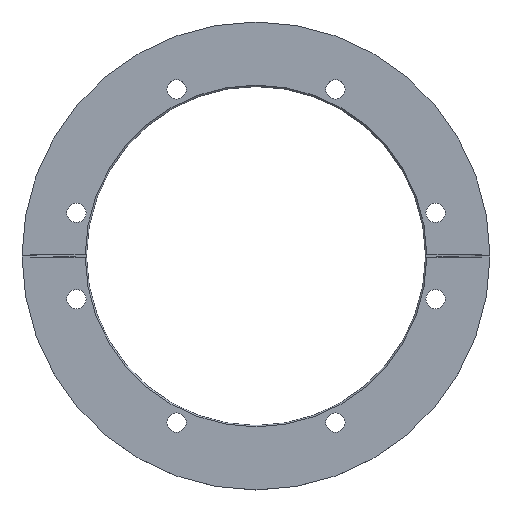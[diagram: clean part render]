
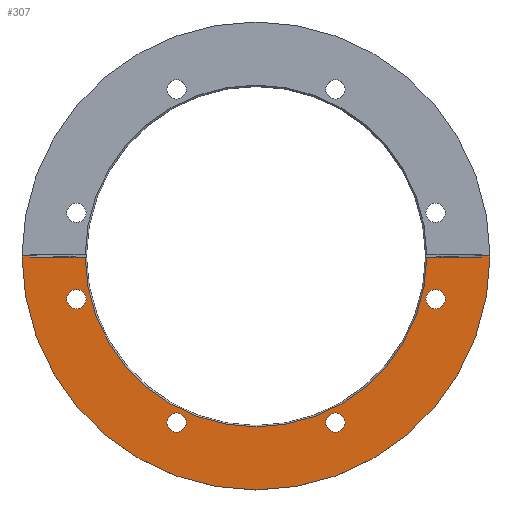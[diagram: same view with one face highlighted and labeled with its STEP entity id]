
A CAD part, top view. The second image highlights one B-rep face of the part: STEP entity #307.
In plain terms, the highlighted planar face has unit normal (0, 0, 1).
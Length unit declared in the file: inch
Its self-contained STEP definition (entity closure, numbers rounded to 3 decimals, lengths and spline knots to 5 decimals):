
#1 = DIRECTION ( 'NONE',  ( 0., 0., 1. ) ) ;
#28 = EDGE_CURVE ( 'NONE', #348, #948, #697, .T. ) ;
#33 = VERTEX_POINT ( 'NONE', #311 ) ;
#49 = EDGE_CURVE ( 'NONE', #1096, #33, #897, .T. ) ;
#64 = AXIS2_PLACEMENT_3D ( 'NONE', #1142, #741, #1041 ) ;
#74 = VECTOR ( 'NONE', #1207, 39.37008 ) ;
#77 = EDGE_CURVE ( 'NONE', #272, #1270, #330, .T. ) ;
#99 = FACE_BOUND ( 'NONE', #233, .T. ) ;
#107 = CIRCLE ( 'NONE', #1044, 0.21875 ) ;
#112 = AXIS2_PLACEMENT_3D ( 'NONE', #1032, #1, #408 ) ;
#131 = VECTOR ( 'NONE', #745, 39.37008 ) ;
#137 = DIRECTION ( 'NONE',  ( 0., 0., -1. ) ) ;
#139 = DIRECTION ( 'NONE',  ( 0., 0., -1. ) ) ;
#142 = ORIENTED_EDGE ( 'NONE', *, *, #559, .F. ) ;
#143 = ORIENTED_EDGE ( 'NONE', *, *, #49, .T. ) ;
#145 = DIRECTION ( 'NONE',  ( 0., 0., -1. ) ) ;
#168 = ORIENTED_EDGE ( 'NONE', *, *, #318, .T. ) ;
#170 = LINE ( 'NONE', #589, #74 ) ;
#188 = EDGE_CURVE ( 'NONE', #648, #390, #210, .T. ) ;
#195 = CARTESIAN_POINT ( 'NONE',  ( -5.12, -0.03125, 0. ) ) ;
#198 = CARTESIAN_POINT ( 'NONE',  ( -3.84375, 0., 0. ) ) ;
#199 = VERTEX_POINT ( 'NONE', #630 ) ;
#210 = CIRCLE ( 'NONE', #513, 3.875 ) ;
#214 = CARTESIAN_POINT ( 'NONE',  ( -3.84375, -0.03125, 0. ) ) ;
#215 = CARTESIAN_POINT ( 'NONE',  ( 4.07181, -0.9775, 0. ) ) ;
#229 = EDGE_CURVE ( 'NONE', #403, #1287, #716, .T. ) ;
#233 = EDGE_LOOP ( 'NONE', ( #920, #1159 ) ) ;
#246 = CARTESIAN_POINT ( 'NONE',  ( -5.12, -0.03125, 0. ) ) ;
#272 = VERTEX_POINT ( 'NONE', #724 ) ;
#289 = AXIS2_PLACEMENT_3D ( 'NONE', #581, #600, #795 ) ;
#307 = ADVANCED_FACE ( 'NONE', ( #940, #936, #1038, #99, #415 ), #731, .F. ) ;
#309 = LINE ( 'NONE', #629, #941 ) ;
#310 = AXIS2_PLACEMENT_3D ( 'NONE', #198, #509, #743 ) ;
#311 = CARTESIAN_POINT ( 'NONE',  ( 5.12, -0.03125, 0. ) ) ;
#318 = EDGE_CURVE ( 'NONE', #805, #718, #1239, .T. ) ;
#330 = CIRCLE ( 'NONE', #289, 0.21875 ) ;
#345 = CARTESIAN_POINT ( 'NONE',  ( 3.87487, -0.03125, 0. ) ) ;
#348 = VERTEX_POINT ( 'NONE', #933 ) ;
#360 = CARTESIAN_POINT ( 'NONE',  ( -3.84375, -0.03125, 0. ) ) ;
#362 = DIRECTION ( 'NONE',  ( 0., 0., -1. ) ) ;
#390 = VERTEX_POINT ( 'NONE', #345 ) ;
#395 = CIRCLE ( 'NONE', #623, 0.21875 ) ;
#399 = EDGE_CURVE ( 'NONE', #1270, #272, #959, .T. ) ;
#403 = VERTEX_POINT ( 'NONE', #443 ) ;
#408 = DIRECTION ( 'NONE',  ( 1., 0., 0. ) ) ;
#410 = ORIENTED_EDGE ( 'NONE', *, *, #1140, .T. ) ;
#415 = FACE_OUTER_BOUND ( 'NONE', #1102, .T. ) ;
#443 = CARTESIAN_POINT ( 'NONE',  ( -5.3075, 0., 0. ) ) ;
#444 = CARTESIAN_POINT ( 'NONE',  ( 2.02152, -3.77958, 0. ) ) ;
#447 = ORIENTED_EDGE ( 'NONE', *, *, #188, .F. ) ;
#449 = VERTEX_POINT ( 'NONE', #734 ) ;
#458 = CARTESIAN_POINT ( 'NONE',  ( 1.80277, -3.77958, 0. ) ) ;
#467 = CARTESIAN_POINT ( 'NONE',  ( 4.07181, -0.9775, 0. ) ) ;
#476 = EDGE_CURVE ( 'NONE', #913, #199, #1191, .T. ) ;
#485 = CARTESIAN_POINT ( 'NONE',  ( 5.12, 0., 0. ) ) ;
#509 = DIRECTION ( 'NONE',  ( 0., 0., -1. ) ) ;
#513 = AXIS2_PLACEMENT_3D ( 'NONE', #821, #1201, #714 ) ;
#520 = EDGE_CURVE ( 'NONE', #948, #348, #395, .T. ) ;
#559 = EDGE_CURVE ( 'NONE', #390, #33, #1302, .T. ) ;
#568 = CARTESIAN_POINT ( 'NONE',  ( 1.80277, -3.77958, 0. ) ) ;
#581 = CARTESIAN_POINT ( 'NONE',  ( -4.07181, -0.9775, 0. ) ) ;
#583 = DIRECTION ( 'NONE',  ( 0., 1., 0. ) ) ;
#589 = CARTESIAN_POINT ( 'NONE',  ( -3.84375, 0., 0. ) ) ;
#600 = DIRECTION ( 'NONE',  ( 0., 0., -1. ) ) ;
#602 = CARTESIAN_POINT ( 'NONE',  ( -3.85306, -0.9775, 0. ) ) ;
#612 = DIRECTION ( 'NONE',  ( 1., 0., 0. ) ) ;
#613 = CIRCLE ( 'NONE', #791, 0.21875 ) ;
#621 = CARTESIAN_POINT ( 'NONE',  ( -1.80277, -3.77958, 0. ) ) ;
#624 = ORIENTED_EDGE ( 'NONE', *, *, #1153, .T. ) ;
#623 = AXIS2_PLACEMENT_3D ( 'NONE', #467, #145, #1098 ) ;
#629 = CARTESIAN_POINT ( 'NONE',  ( -3.84375, 0., 0. ) ) ;
#630 = CARTESIAN_POINT ( 'NONE',  ( -5.12, 0., 0. ) ) ;
#635 = EDGE_CURVE ( 'NONE', #1096, #1287, #309, .T. ) ;
#636 = CARTESIAN_POINT ( 'NONE',  ( -3.87487, -0.03125, 0. ) ) ;
#648 = VERTEX_POINT ( 'NONE', #636 ) ;
#660 = EDGE_CURVE ( 'NONE', #913, #648, #750, .T. ) ;
#662 = CIRCLE ( 'NONE', #64, 0.21875 ) ;
#669 = AXIS2_PLACEMENT_3D ( 'NONE', #621, #1139, #612 ) ;
#674 = EDGE_CURVE ( 'NONE', #718, #805, #662, .T. ) ;
#697 = CIRCLE ( 'NONE', #856, 0.21875 ) ;
#701 = ORIENTED_EDGE ( 'NONE', *, *, #635, .F. ) ;
#714 = DIRECTION ( 'NONE',  ( 1., 0., 0. ) ) ;
#716 = CIRCLE ( 'NONE', #112, 5.3075 ) ;
#718 = VERTEX_POINT ( 'NONE', #938 ) ;
#724 = CARTESIAN_POINT ( 'NONE',  ( -4.29056, -0.9775, 0. ) ) ;
#731 = PLANE ( 'NONE',  #310 ) ;
#732 = ORIENTED_EDGE ( 'NONE', *, *, #399, .T. ) ;
#734 = CARTESIAN_POINT ( 'NONE',  ( 1.58402, -3.77958, 0. ) ) ;
#741 = DIRECTION ( 'NONE',  ( 0., 0., -1. ) ) ;
#743 = DIRECTION ( 'NONE',  ( -1., 0., 0. ) ) ;
#745 = DIRECTION ( 'NONE',  ( 1., 0., 0. ) ) ;
#750 = LINE ( 'NONE', #214, #131 ) ;
#765 = CARTESIAN_POINT ( 'NONE',  ( -2.02152, -3.77958, 0. ) ) ;
#791 = AXIS2_PLACEMENT_3D ( 'NONE', #458, #362, #969 ) ;
#795 = DIRECTION ( 'NONE',  ( 1., 0., 0. ) ) ;
#805 = VERTEX_POINT ( 'NONE', #765 ) ;
#821 = CARTESIAN_POINT ( 'NONE',  ( 0., 0., 0. ) ) ;
#844 = DIRECTION ( 'NONE',  ( 1., 0., 0. ) ) ;
#856 = AXIS2_PLACEMENT_3D ( 'NONE', #215, #935, #1236 ) ;
#865 = EDGE_LOOP ( 'NONE', ( #732, #886 ) ) ;
#877 = DIRECTION ( 'NONE',  ( 1., 0., 0. ) ) ;
#878 = AXIS2_PLACEMENT_3D ( 'NONE', #1332, #137, #1126 ) ;
#886 = ORIENTED_EDGE ( 'NONE', *, *, #77, .T. ) ;
#897 = LINE ( 'NONE', #1303, #1173 ) ;
#913 = VERTEX_POINT ( 'NONE', #195 ) ;
#920 = ORIENTED_EDGE ( 'NONE', *, *, #520, .T. ) ;
#933 = CARTESIAN_POINT ( 'NONE',  ( 3.85306, -0.9775, 0. ) ) ;
#935 = DIRECTION ( 'NONE',  ( 0., 0., -1. ) ) ;
#936 = FACE_BOUND ( 'NONE', #1029, .T. ) ;
#938 = CARTESIAN_POINT ( 'NONE',  ( -1.58402, -3.77958, 0. ) ) ;
#940 = FACE_BOUND ( 'NONE', #1216, .T. ) ;
#941 = VECTOR ( 'NONE', #844, 39.37008 ) ;
#948 = VERTEX_POINT ( 'NONE', #1105 ) ;
#952 = ORIENTED_EDGE ( 'NONE', *, *, #660, .F. ) ;
#959 = CIRCLE ( 'NONE', #878, 0.21875 ) ;
#969 = DIRECTION ( 'NONE',  ( 1., 0., 0. ) ) ;
#980 = ORIENTED_EDGE ( 'NONE', *, *, #229, .T. ) ;
#998 = DIRECTION ( 'NONE',  ( 1., 0., 0. ) ) ;
#999 = CARTESIAN_POINT ( 'NONE',  ( 5.3075, 0., 0. ) ) ;
#1005 = DIRECTION ( 'NONE',  ( 0., -1., 0. ) ) ;
#1029 = EDGE_LOOP ( 'NONE', ( #1054, #168 ) ) ;
#1032 = CARTESIAN_POINT ( 'NONE',  ( 0., 0., 0. ) ) ;
#1038 = FACE_BOUND ( 'NONE', #865, .T. ) ;
#1041 = DIRECTION ( 'NONE',  ( 1., 0., 0. ) ) ;
#1044 = AXIS2_PLACEMENT_3D ( 'NONE', #568, #139, #877 ) ;
#1048 = VECTOR ( 'NONE', #998, 39.37008 ) ;
#1054 = ORIENTED_EDGE ( 'NONE', *, *, #674, .T. ) ;
#1096 = VERTEX_POINT ( 'NONE', #485 ) ;
#1098 = DIRECTION ( 'NONE',  ( 1., 0., 0. ) ) ;
#1102 = EDGE_LOOP ( 'NONE', ( #1175, #980, #701, #143, #142, #447, #952, #1104 ) ) ;
#1104 = ORIENTED_EDGE ( 'NONE', *, *, #476, .T. ) ;
#1105 = CARTESIAN_POINT ( 'NONE',  ( 4.29056, -0.9775, 0. ) ) ;
#1126 = DIRECTION ( 'NONE',  ( 1., 0., 0. ) ) ;
#1139 = DIRECTION ( 'NONE',  ( 0., 0., -1. ) ) ;
#1140 = EDGE_CURVE ( 'NONE', #1168, #449, #107, .T. ) ;
#1142 = CARTESIAN_POINT ( 'NONE',  ( -1.80277, -3.77958, 0. ) ) ;
#1153 = EDGE_CURVE ( 'NONE', #449, #1168, #613, .T. ) ;
#1159 = ORIENTED_EDGE ( 'NONE', *, *, #28, .T. ) ;
#1168 = VERTEX_POINT ( 'NONE', #444 ) ;
#1173 = VECTOR ( 'NONE', #1005, 39.37008 ) ;
#1175 = ORIENTED_EDGE ( 'NONE', *, *, #1277, .F. ) ;
#1191 = LINE ( 'NONE', #246, #1193 ) ;
#1193 = VECTOR ( 'NONE', #583, 39.37008 ) ;
#1201 = DIRECTION ( 'NONE',  ( 0., 0., 1. ) ) ;
#1207 = DIRECTION ( 'NONE',  ( 1., 0., 0. ) ) ;
#1216 = EDGE_LOOP ( 'NONE', ( #410, #624 ) ) ;
#1236 = DIRECTION ( 'NONE',  ( 1., 0., 0. ) ) ;
#1239 = CIRCLE ( 'NONE', #669, 0.21875 ) ;
#1270 = VERTEX_POINT ( 'NONE', #602 ) ;
#1277 = EDGE_CURVE ( 'NONE', #403, #199, #170, .T. ) ;
#1287 = VERTEX_POINT ( 'NONE', #999 ) ;
#1302 = LINE ( 'NONE', #360, #1048 ) ;
#1303 = CARTESIAN_POINT ( 'NONE',  ( 5.12, -0.03125, 0. ) ) ;
#1332 = CARTESIAN_POINT ( 'NONE',  ( -4.07181, -0.9775, 0. ) ) ;
